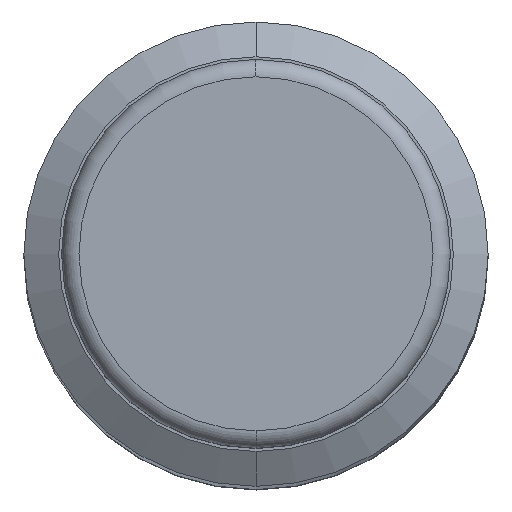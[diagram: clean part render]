
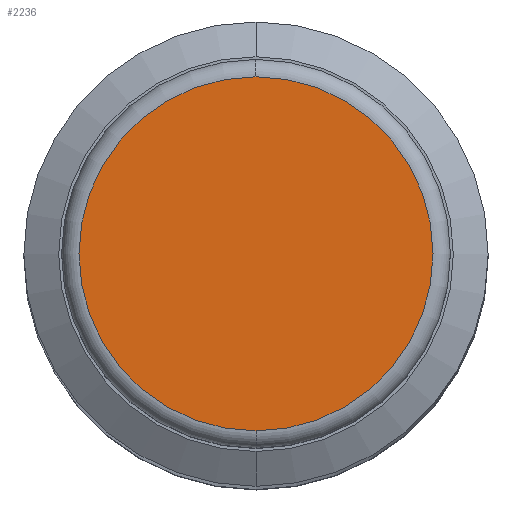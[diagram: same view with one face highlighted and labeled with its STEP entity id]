
A CAD part, top view. The second image highlights one B-rep face of the part: STEP entity #2236.
In plain terms, the highlighted planar face has unit normal (0, 0, 1).
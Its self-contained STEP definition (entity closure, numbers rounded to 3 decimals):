
#2021=CARTESIAN_POINT('',(0.,0.,0.));
#2022=DIRECTION('',(0.,0.,-1.));
#2023=DIRECTION('',(0.,-1.,0.));
#2024=AXIS2_PLACEMENT_3D('',#2021,#2022,#2023);
#2029=CARTESIAN_POINT('',(0.,0.,0.));
#2030=DIRECTION('',(0.,0.,-1.));
#2031=DIRECTION('',(0.,1.,0.));
#2032=AXIS2_PLACEMENT_3D('',#2029,#2030,#2031);
#2077=CARTESIAN_POINT('',(0.,-3.05,0.));
#2078=CARTESIAN_POINT('',(0.,3.05,0.));
#2079=VERTEX_POINT('',#2077);
#2080=VERTEX_POINT('',#2078);
#2227=CARTESIAN_POINT('',(0.,0.,0.));
#2228=DIRECTION('',(0.,0.,-1.));
#2229=DIRECTION('',(0.,-1.,0.));
#2230=AXIS2_PLACEMENT_3D('',#2227,#2228,#2229);
#2231=PLANE('',#2230);
#2232=ORIENTED_EDGE('',*,*,#2194,.T.);
#2233=ORIENTED_EDGE('',*,*,#2209,.T.);
#2234=EDGE_LOOP('',(#2232,#2233));
#2235=FACE_OUTER_BOUND('',#2234,.F.);
#2236=ADVANCED_FACE('',(#2235),#2231,.F.);
#2025=CIRCLE('',#2024,3.05);
#2033=CIRCLE('',#2032,3.05);
#2194=EDGE_CURVE('',#2079,#2080,#2025,.T.);
#2209=EDGE_CURVE('',#2080,#2079,#2033,.T.);
